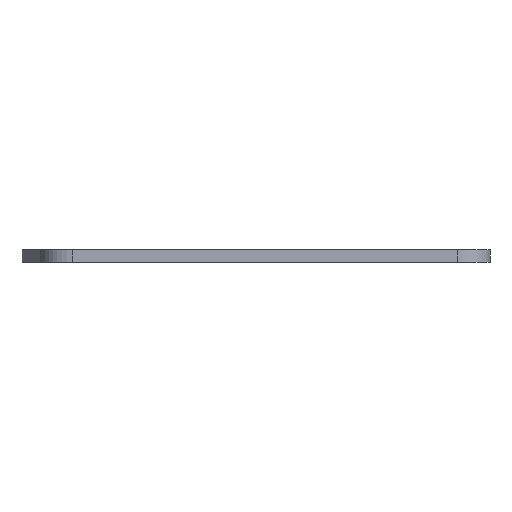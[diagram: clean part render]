
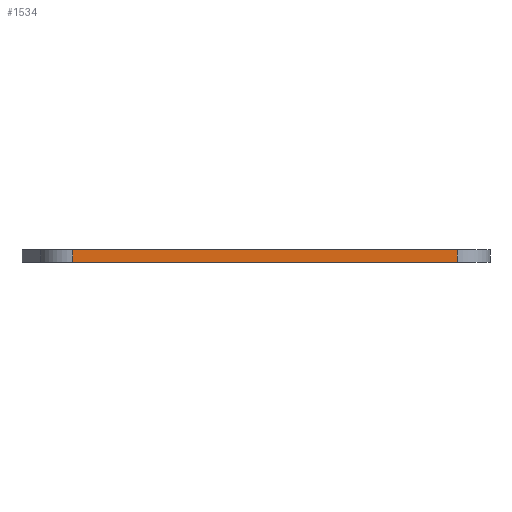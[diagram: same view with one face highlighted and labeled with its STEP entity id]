
A CAD part, front view. The second image highlights one B-rep face of the part: STEP entity #1534.
In plain terms, the highlighted planar face has unit normal (0, -1, 0).
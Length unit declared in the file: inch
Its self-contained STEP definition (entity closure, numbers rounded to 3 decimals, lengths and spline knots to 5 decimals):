
#14 = CARTESIAN_POINT ( 'NONE',  ( 2.995, -0.5, -0.04921 ) ) ;
#68 = VERTEX_POINT ( 'NONE', #535 ) ;
#127 = ORIENTED_EDGE ( 'NONE', *, *, #1176, .T. ) ;
#167 = DIRECTION ( 'NONE',  ( 0., 0., -1. ) ) ;
#228 = VECTOR ( 'NONE', #167, 39.37008 ) ;
#243 = DIRECTION ( 'NONE',  ( 0., 0., 1. ) ) ;
#249 = ORIENTED_EDGE ( 'NONE', *, *, #881, .F. ) ;
#257 = VERTEX_POINT ( 'NONE', #1043 ) ;
#460 = VECTOR ( 'NONE', #243, 39.37008 ) ;
#468 = DIRECTION ( 'NONE',  ( 0., 0., 1. ) ) ;
#495 = DIRECTION ( 'NONE',  ( 0., 1., 0. ) ) ;
#529 = LINE ( 'NONE', #1009, #1469 ) ;
#535 = CARTESIAN_POINT ( 'NONE',  ( 0.07216, -0.5, -0.04921 ) ) ;
#536 = EDGE_LOOP ( 'NONE', ( #689, #127, #249, #1135 ) ) ;
#689 = ORIENTED_EDGE ( 'NONE', *, *, #1037, .T. ) ;
#881 = EDGE_CURVE ( 'NONE', #1248, #257, #529, .T. ) ;
#998 = DIRECTION ( 'NONE',  ( 1., 0., 0. ) ) ;
#1007 = LINE ( 'NONE', #1516, #228 ) ;
#1009 = CARTESIAN_POINT ( 'NONE',  ( -0.11967, -0.5, 0.04921 ) ) ;
#1037 = EDGE_CURVE ( 'NONE', #68, #1201, #1285, .T. ) ;
#1043 = CARTESIAN_POINT ( 'NONE',  ( 2.995, -0.5, 0.04921 ) ) ;
#1047 = DIRECTION ( 'NONE',  ( 1., 0., 0. ) ) ;
#1076 = LINE ( 'NONE', #1219, #460 ) ;
#1078 = FACE_OUTER_BOUND ( 'NONE', #536, .T. ) ;
#1113 = VECTOR ( 'NONE', #1047, 39.37008 ) ;
#1135 = ORIENTED_EDGE ( 'NONE', *, *, #1253, .T. ) ;
#1141 = CARTESIAN_POINT ( 'NONE',  ( 0.07216, -0.5, 0.04921 ) ) ;
#1170 = CARTESIAN_POINT ( 'NONE',  ( -0.11967, -0.5, -0.04921 ) ) ;
#1176 = EDGE_CURVE ( 'NONE', #1201, #257, #1076, .T. ) ;
#1195 = CARTESIAN_POINT ( 'NONE',  ( -0.11967, -0.5, 0.04921 ) ) ;
#1201 = VERTEX_POINT ( 'NONE', #14 ) ;
#1217 = PLANE ( 'NONE',  #1557 ) ;
#1219 = CARTESIAN_POINT ( 'NONE',  ( 2.995, -0.5, 0.04921 ) ) ;
#1248 = VERTEX_POINT ( 'NONE', #1141 ) ;
#1253 = EDGE_CURVE ( 'NONE', #1248, #68, #1007, .T. ) ;
#1285 = LINE ( 'NONE', #1170, #1113 ) ;
#1469 = VECTOR ( 'NONE', #998, 39.37008 ) ;
#1516 = CARTESIAN_POINT ( 'NONE',  ( 0.07216, -0.5, 0.04921 ) ) ;
#1534 = ADVANCED_FACE ( 'NONE', ( #1078 ), #1217, .F. ) ;
#1557 = AXIS2_PLACEMENT_3D ( 'NONE', #1195, #495, #468 ) ;
